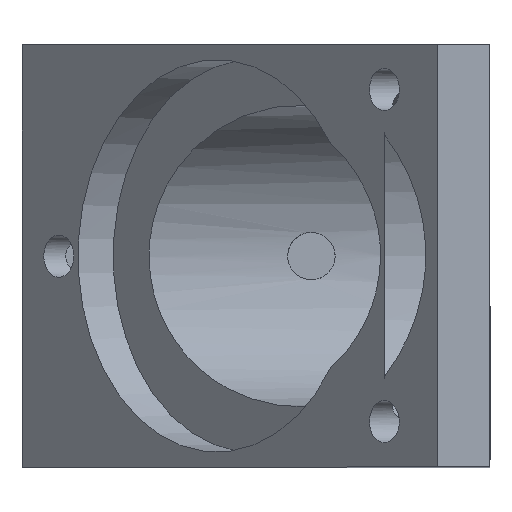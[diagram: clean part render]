
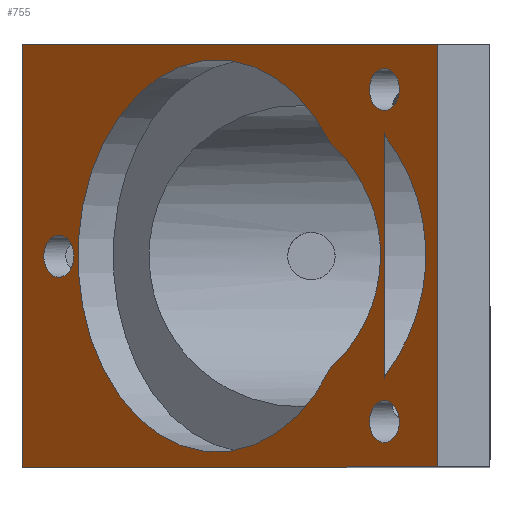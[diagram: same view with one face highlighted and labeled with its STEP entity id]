
A CAD part, top view. The second image highlights one B-rep face of the part: STEP entity #755.
In plain terms, the highlighted planar face has unit normal (-0.707, 0, 0.707).
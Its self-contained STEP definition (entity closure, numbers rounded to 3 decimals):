
#32=ELLIPSE('',#821,18.385,13.);
#34=ELLIPSE('',#828,14.142,10.);
#35=ELLIPSE('',#829,14.142,10.);
#41=FACE_BOUND('',#137,.T.);
#42=FACE_BOUND('',#138,.T.);
#43=FACE_BOUND('',#139,.T.);
#44=FACE_BOUND('',#140,.T.);
#45=FACE_BOUND('',#141,.T.);
#50=CIRCLE('',#811,1.4);
#51=CIRCLE('',#813,1.4);
#52=CIRCLE('',#815,1.4);
#57=CIRCLE('',#826,13.);
#93=FACE_OUTER_BOUND('',#136,.T.);
#136=EDGE_LOOP('',(#649,#650,#651,#652));
#137=EDGE_LOOP('',(#653));
#138=EDGE_LOOP('',(#654));
#139=EDGE_LOOP('',(#655));
#140=EDGE_LOOP('',(#656,#657));
#141=EDGE_LOOP('',(#658,#659,#660));
#149=LINE('',#1041,#229);
#172=LINE('',#1088,#252);
#203=LINE('',#1158,#283);
#219=LINE('',#1334,#299);
#222=LINE('',#1374,#302);
#229=VECTOR('',#846,10.);
#252=VECTOR('',#873,10.);
#283=VECTOR('',#944,10.);
#299=VECTOR('',#988,10.);
#302=VECTOR('',#1019,10.);
#309=VERTEX_POINT('',#1038);
#310=VERTEX_POINT('',#1040);
#332=VERTEX_POINT('',#1086);
#351=VERTEX_POINT('',#1156);
#359=VERTEX_POINT('',#1222);
#362=VERTEX_POINT('',#1274);
#365=VERTEX_POINT('',#1328);
#366=VERTEX_POINT('',#1332);
#367=VERTEX_POINT('',#1333);
#372=VERTEX_POINT('',#1349);
#373=VERTEX_POINT('',#1358);
#374=VERTEX_POINT('',#1369);
#381=EDGE_CURVE('',#310,#309,#149,.T.);
#405=EDGE_CURVE('',#332,#309,#172,.T.);
#439=EDGE_CURVE('',#351,#332,#203,.T.);
#454=EDGE_CURVE('',#359,#359,#50,.T.);
#458=EDGE_CURVE('',#362,#362,#51,.T.);
#462=EDGE_CURVE('',#365,#365,#52,.T.);
#464=EDGE_CURVE('',#366,#367,#219,.T.);
#469=EDGE_CURVE('',#367,#366,#32,.T.);
#473=EDGE_CURVE('',#373,#372,#57,.T.);
#476=EDGE_CURVE('',#372,#374,#34,.T.);
#477=EDGE_CURVE('',#374,#373,#35,.T.);
#478=EDGE_CURVE('',#310,#351,#222,.T.);
#649=ORIENTED_EDGE('',*,*,#478,.F.);
#650=ORIENTED_EDGE('',*,*,#381,.T.);
#651=ORIENTED_EDGE('',*,*,#405,.F.);
#652=ORIENTED_EDGE('',*,*,#439,.F.);
#653=ORIENTED_EDGE('',*,*,#454,.T.);
#654=ORIENTED_EDGE('',*,*,#458,.T.);
#655=ORIENTED_EDGE('',*,*,#462,.T.);
#656=ORIENTED_EDGE('',*,*,#469,.T.);
#657=ORIENTED_EDGE('',*,*,#464,.T.);
#658=ORIENTED_EDGE('',*,*,#473,.T.);
#659=ORIENTED_EDGE('',*,*,#476,.T.);
#660=ORIENTED_EDGE('',*,*,#477,.T.);
#717=PLANE('',#830);
#755=ADVANCED_FACE('',(#93,#41,#42,#43,#44,#45),#717,.T.);
#811=AXIS2_PLACEMENT_3D('',#1223,#973,#974);
#813=AXIS2_PLACEMENT_3D('',#1275,#978,#979);
#815=AXIS2_PLACEMENT_3D('',#1329,#983,#984);
#821=AXIS2_PLACEMENT_3D('',#1342,#998,#999);
#826=AXIS2_PLACEMENT_3D('',#1359,#1008,#1009);
#828=AXIS2_PLACEMENT_3D('',#1371,#1013,#1014);
#829=AXIS2_PLACEMENT_3D('',#1372,#1015,#1016);
#830=AXIS2_PLACEMENT_3D('',#1373,#1017,#1018);
#846=DIRECTION('',(0.,1.,0.));
#873=DIRECTION('',(0.707,0.,0.707));
#944=DIRECTION('',(0.,1.,0.));
#973=DIRECTION('center_axis',(0.707,0.,-0.707));
#974=DIRECTION('ref_axis',(-0.707,0.,-0.707));
#978=DIRECTION('center_axis',(0.707,0.,-0.707));
#979=DIRECTION('ref_axis',(-0.707,0.,-0.707));
#983=DIRECTION('center_axis',(0.707,0.,-0.707));
#984=DIRECTION('ref_axis',(-0.707,0.,-0.707));
#988=DIRECTION('',(0.,1.,0.));
#998=DIRECTION('center_axis',(0.707,0.,-0.707));
#999=DIRECTION('ref_axis',(0.707,0.,0.707));
#1008=DIRECTION('center_axis',(0.707,0.,-0.707));
#1009=DIRECTION('ref_axis',(0.707,0.,0.707));
#1013=DIRECTION('center_axis',(0.707,0.,-0.707));
#1014=DIRECTION('ref_axis',(-0.707,0.,-0.707));
#1015=DIRECTION('center_axis',(0.707,0.,-0.707));
#1016=DIRECTION('ref_axis',(-0.707,0.,-0.707));
#1017=DIRECTION('center_axis',(-0.707,0.,
0.707));
#1018=DIRECTION('ref_axis',(0.707,0.,0.707));
#1019=DIRECTION('',(-0.707,0.,-0.707));
#1038=CARTESIAN_POINT('',(-13.88,-6.38,27.526));
#1040=CARTESIAN_POINT('',(-13.88,-34.38,27.526));
#1041=CARTESIAN_POINT('',(-13.88,-34.38,27.526));
#1086=CARTESIAN_POINT('',(-41.38,-6.38,0.026));
#1088=CARTESIAN_POINT('',(-13.88,-6.38,27.526));
#1156=CARTESIAN_POINT('',(-41.38,-34.38,0.026));
#1158=CARTESIAN_POINT('',(-41.38,-34.38,0.026));
#1222=CARTESIAN_POINT('',(-16.387,-31.38,25.019));
#1223=CARTESIAN_POINT('Origin',(-17.377,-31.38,24.029));
#1274=CARTESIAN_POINT('',(-16.387,-9.38,25.019));
#1275=CARTESIAN_POINT('Origin',(-17.377,-9.38,24.029));
#1328=CARTESIAN_POINT('',(-37.954,-20.38,3.452));
#1329=CARTESIAN_POINT('Origin',(-38.944,-20.38,2.462));
#1332=CARTESIAN_POINT('',(-17.38,-28.376,24.026));
#1333=CARTESIAN_POINT('',(-17.38,-12.384,24.026));
#1334=CARTESIAN_POINT('',(-17.38,-27.38,24.026));
#1342=CARTESIAN_POINT('Origin',(-27.63,-20.38,13.776));
#1349=CARTESIAN_POINT('',(-20.934,-12.953,20.472));
#1358=CARTESIAN_POINT('',(-20.934,-27.807,20.472));
#1359=CARTESIAN_POINT('Origin',(-28.478,-20.38,12.928));
#1369=CARTESIAN_POINT('',(-17.63,-20.38,23.776));
#1371=CARTESIAN_POINT('Origin',(-27.63,-20.38,13.776));
#1372=CARTESIAN_POINT('Origin',(-27.63,-20.38,13.776));
#1373=CARTESIAN_POINT('Origin',(-41.38,-34.38,0.026));
#1374=CARTESIAN_POINT('',(-13.88,-34.38,27.526));
